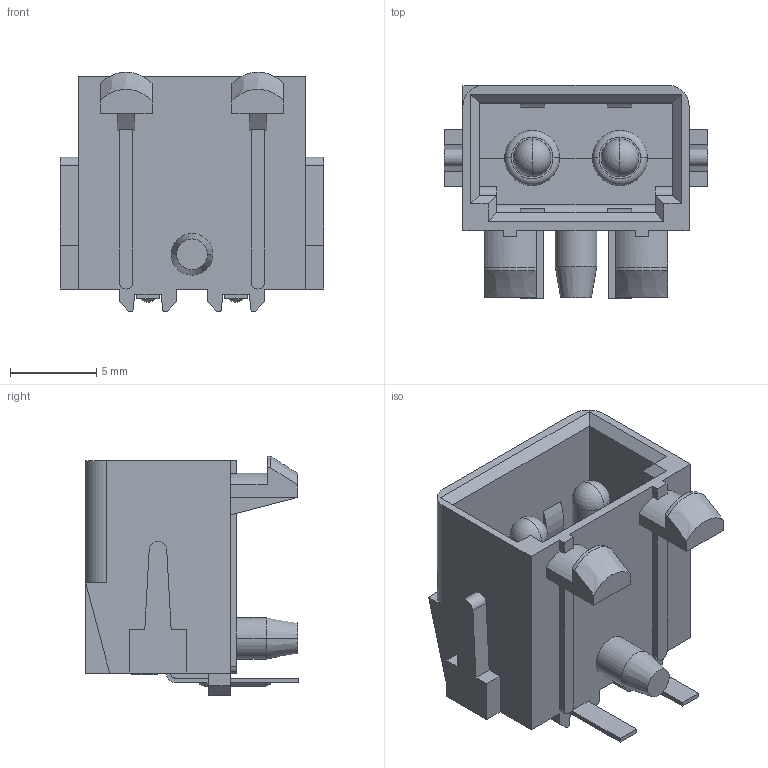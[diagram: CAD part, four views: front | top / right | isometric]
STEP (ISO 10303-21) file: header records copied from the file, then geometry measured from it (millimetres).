
FILE_DESCRIPTION((''),'2;1');
FILE_NAME('C-794120-1','2020-07-03T11:14:43',('workeradm'),('TE Connectivity Ltd.'),'CREO PARAMETRIC BY PTC INC, 2019292','CREO PARAMETRIC BY PTC INC, 2019292','');
FILE_SCHEMA(('AUTOMOTIVE_DESIGN { 1 0 10303 214 1 1 1 1 }'));
Length unit declared in the file: millimetre
Products named in the file (1): C-794120-1
Bounding box: 15.24 x 12.32 x 13.87 mm (x, y, z)
Volume: 820.2 mm3; surface area: 1418.5 mm2
Topology: 1 solids, 1 shells, 217 faces, 607 edges, 401 vertices
Faces by surface type: plane 162, cylinder 39, sphere 8, torus 4, cone 2, bspline 2
Entity records: 7004 total; most frequent: CARTESIAN_POINT 1275, ORIENTED_EDGE 1168, DIRECTION 1151, EDGE_CURVE 584, VECTOR 489, LINE 489, VERTEX_POINT 381, AXIS2_PLACEMENT_3D 331
